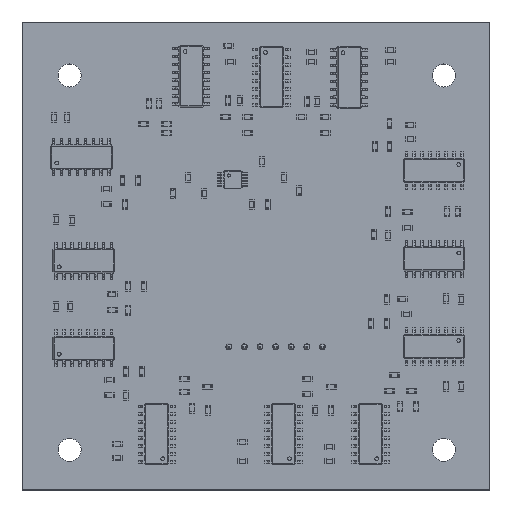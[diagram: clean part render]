
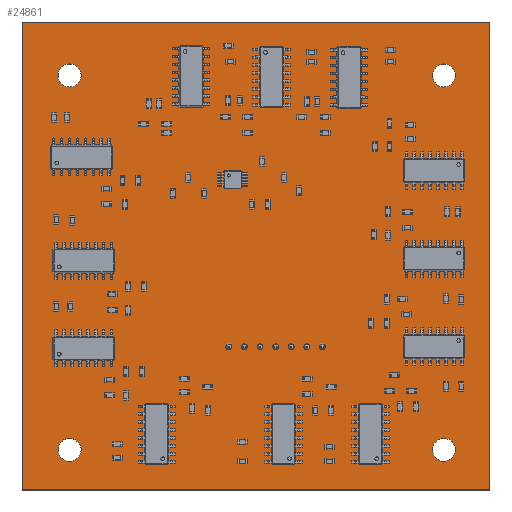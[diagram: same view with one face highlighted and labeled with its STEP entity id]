
A CAD part, top view. The second image highlights one B-rep face of the part: STEP entity #24861.
In plain terms, the highlighted planar face has unit normal (0, 0, 1).
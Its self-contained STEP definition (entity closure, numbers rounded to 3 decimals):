
#24628 = VERTEX_POINT('',#24629);
#24629 = CARTESIAN_POINT('',(283.28,-158.82,1.6));
#24635 = EDGE_CURVE('',#24628,#24636,#24638,.T.);
#24636 = VERTEX_POINT('',#24637);
#24637 = CARTESIAN_POINT('',(208.28,-158.82,1.6));
#24638 = LINE('',#24639,#24640);
#24639 = CARTESIAN_POINT('',(283.28,-158.82,1.6));
#24640 = VECTOR('',#24641,1.);
#24641 = DIRECTION('',(-1.,0.,0.));
#24668 = VERTEX_POINT('',#24669);
#24669 = CARTESIAN_POINT('',(283.28,-83.82,1.6));
#24675 = EDGE_CURVE('',#24668,#24628,#24676,.T.);
#24676 = LINE('',#24677,#24678);
#24677 = CARTESIAN_POINT('',(283.28,-83.82,1.6));
#24678 = VECTOR('',#24679,1.);
#24679 = DIRECTION('',(0.,-1.,0.));
#24697 = EDGE_CURVE('',#24636,#24698,#24700,.T.);
#24698 = VERTEX_POINT('',#24699);
#24699 = CARTESIAN_POINT('',(208.28,-83.82,1.6));
#24700 = LINE('',#24701,#24702);
#24701 = CARTESIAN_POINT('',(208.28,-158.82,1.6));
#24702 = VECTOR('',#24703,1.);
#24703 = DIRECTION('',(0.,1.,0.));
#24861 = ADVANCED_FACE('',(#24862,#24873,#24884,#24895,#24906,#24917,
    #24928,#24939,#24950,#24961,#24972,#24983),#24994,.F.);
#24862 = FACE_BOUND('',#24863,.F.);
#24863 = EDGE_LOOP('',(#24864,#24865,#24866,#24872));
#24864 = ORIENTED_EDGE('',*,*,#24635,.T.);
#24865 = ORIENTED_EDGE('',*,*,#24697,.T.);
#24866 = ORIENTED_EDGE('',*,*,#24867,.T.);
#24867 = EDGE_CURVE('',#24698,#24668,#24868,.T.);
#24868 = LINE('',#24869,#24870);
#24869 = CARTESIAN_POINT('',(208.28,-83.82,1.6));
#24870 = VECTOR('',#24871,1.);
#24871 = DIRECTION('',(1.,0.,0.));
#24872 = ORIENTED_EDGE('',*,*,#24675,.T.);
#24873 = FACE_BOUND('',#24874,.F.);
#24874 = EDGE_LOOP('',(#24875));
#24875 = ORIENTED_EDGE('',*,*,#24876,.F.);
#24876 = EDGE_CURVE('',#24877,#24877,#24879,.T.);
#24877 = VERTEX_POINT('',#24878);
#24878 = CARTESIAN_POINT('',(275.9,-154.25,1.6));
#24879 = CIRCLE('',#24880,1.85);
#24880 = AXIS2_PLACEMENT_3D('',#24881,#24882,#24883);
#24881 = CARTESIAN_POINT('',(275.9,-152.4,1.6));
#24882 = DIRECTION('',(-0.,0.,-1.));
#24883 = DIRECTION('',(-0.,-1.,0.));
#24884 = FACE_BOUND('',#24885,.F.);
#24885 = EDGE_LOOP('',(#24886));
#24886 = ORIENTED_EDGE('',*,*,#24887,.F.);
#24887 = EDGE_CURVE('',#24888,#24888,#24890,.T.);
#24888 = VERTEX_POINT('',#24889);
#24889 = CARTESIAN_POINT('',(256.42,-136.365,1.6));
#24890 = CIRCLE('',#24891,0.475);
#24891 = AXIS2_PLACEMENT_3D('',#24892,#24893,#24894);
#24892 = CARTESIAN_POINT('',(256.42,-135.89,1.6));
#24893 = DIRECTION('',(-0.,0.,-1.));
#24894 = DIRECTION('',(0.,-1.,-0.));
#24895 = FACE_BOUND('',#24896,.F.);
#24896 = EDGE_LOOP('',(#24897));
#24897 = ORIENTED_EDGE('',*,*,#24898,.F.);
#24898 = EDGE_CURVE('',#24899,#24899,#24901,.T.);
#24899 = VERTEX_POINT('',#24900);
#24900 = CARTESIAN_POINT('',(253.92,-136.365,1.6));
#24901 = CIRCLE('',#24902,0.475);
#24902 = AXIS2_PLACEMENT_3D('',#24903,#24904,#24905);
#24903 = CARTESIAN_POINT('',(253.92,-135.89,1.6));
#24904 = DIRECTION('',(-0.,0.,-1.));
#24905 = DIRECTION('',(0.,-1.,0.));
#24906 = FACE_BOUND('',#24907,.F.);
#24907 = EDGE_LOOP('',(#24908));
#24908 = ORIENTED_EDGE('',*,*,#24909,.F.);
#24909 = EDGE_CURVE('',#24910,#24910,#24912,.T.);
#24910 = VERTEX_POINT('',#24911);
#24911 = CARTESIAN_POINT('',(251.42,-136.365,1.6));
#24912 = CIRCLE('',#24913,0.475);
#24913 = AXIS2_PLACEMENT_3D('',#24914,#24915,#24916);
#24914 = CARTESIAN_POINT('',(251.42,-135.89,1.6));
#24915 = DIRECTION('',(-0.,0.,-1.));
#24916 = DIRECTION('',(0.,-1.,0.));
#24917 = FACE_BOUND('',#24918,.F.);
#24918 = EDGE_LOOP('',(#24919));
#24919 = ORIENTED_EDGE('',*,*,#24920,.F.);
#24920 = EDGE_CURVE('',#24921,#24921,#24923,.T.);
#24921 = VERTEX_POINT('',#24922);
#24922 = CARTESIAN_POINT('',(248.92,-136.365,1.6));
#24923 = CIRCLE('',#24924,0.475);
#24924 = AXIS2_PLACEMENT_3D('',#24925,#24926,#24927);
#24925 = CARTESIAN_POINT('',(248.92,-135.89,1.6));
#24926 = DIRECTION('',(-0.,0.,-1.));
#24927 = DIRECTION('',(0.,-1.,0.));
#24928 = FACE_BOUND('',#24929,.F.);
#24929 = EDGE_LOOP('',(#24930));
#24930 = ORIENTED_EDGE('',*,*,#24931,.F.);
#24931 = EDGE_CURVE('',#24932,#24932,#24934,.T.);
#24932 = VERTEX_POINT('',#24933);
#24933 = CARTESIAN_POINT('',(246.42,-136.365,1.6));
#24934 = CIRCLE('',#24935,0.475);
#24935 = AXIS2_PLACEMENT_3D('',#24936,#24937,#24938);
#24936 = CARTESIAN_POINT('',(246.42,-135.89,1.6));
#24937 = DIRECTION('',(-0.,0.,-1.));
#24938 = DIRECTION('',(0.,-1.,0.));
#24939 = FACE_BOUND('',#24940,.F.);
#24940 = EDGE_LOOP('',(#24941));
#24941 = ORIENTED_EDGE('',*,*,#24942,.F.);
#24942 = EDGE_CURVE('',#24943,#24943,#24945,.T.);
#24943 = VERTEX_POINT('',#24944);
#24944 = CARTESIAN_POINT('',(215.9,-154.25,1.6));
#24945 = CIRCLE('',#24946,1.85);
#24946 = AXIS2_PLACEMENT_3D('',#24947,#24948,#24949);
#24947 = CARTESIAN_POINT('',(215.9,-152.4,1.6));
#24948 = DIRECTION('',(-0.,0.,-1.));
#24949 = DIRECTION('',(-0.,-1.,0.));
#24950 = FACE_BOUND('',#24951,.F.);
#24951 = EDGE_LOOP('',(#24952));
#24952 = ORIENTED_EDGE('',*,*,#24953,.F.);
#24953 = EDGE_CURVE('',#24954,#24954,#24956,.T.);
#24954 = VERTEX_POINT('',#24955);
#24955 = CARTESIAN_POINT('',(243.92,-136.365,1.6));
#24956 = CIRCLE('',#24957,0.475);
#24957 = AXIS2_PLACEMENT_3D('',#24958,#24959,#24960);
#24958 = CARTESIAN_POINT('',(243.92,-135.89,1.6));
#24959 = DIRECTION('',(-0.,0.,-1.));
#24960 = DIRECTION('',(0.,-1.,0.));
#24961 = FACE_BOUND('',#24962,.F.);
#24962 = EDGE_LOOP('',(#24963));
#24963 = ORIENTED_EDGE('',*,*,#24964,.F.);
#24964 = EDGE_CURVE('',#24965,#24965,#24967,.T.);
#24965 = VERTEX_POINT('',#24966);
#24966 = CARTESIAN_POINT('',(241.42,-136.365,1.6));
#24967 = CIRCLE('',#24968,0.475);
#24968 = AXIS2_PLACEMENT_3D('',#24969,#24970,#24971);
#24969 = CARTESIAN_POINT('',(241.42,-135.89,1.6));
#24970 = DIRECTION('',(-0.,0.,-1.));
#24971 = DIRECTION('',(0.,-1.,0.));
#24972 = FACE_BOUND('',#24973,.F.);
#24973 = EDGE_LOOP('',(#24974));
#24974 = ORIENTED_EDGE('',*,*,#24975,.F.);
#24975 = EDGE_CURVE('',#24976,#24976,#24978,.T.);
#24976 = VERTEX_POINT('',#24977);
#24977 = CARTESIAN_POINT('',(275.9,-94.25,1.6));
#24978 = CIRCLE('',#24979,1.85);
#24979 = AXIS2_PLACEMENT_3D('',#24980,#24981,#24982);
#24980 = CARTESIAN_POINT('',(275.9,-92.4,1.6));
#24981 = DIRECTION('',(-0.,0.,-1.));
#24982 = DIRECTION('',(-0.,-1.,0.));
#24983 = FACE_BOUND('',#24984,.F.);
#24984 = EDGE_LOOP('',(#24985));
#24985 = ORIENTED_EDGE('',*,*,#24986,.F.);
#24986 = EDGE_CURVE('',#24987,#24987,#24989,.T.);
#24987 = VERTEX_POINT('',#24988);
#24988 = CARTESIAN_POINT('',(215.9,-94.25,1.6));
#24989 = CIRCLE('',#24990,1.85);
#24990 = AXIS2_PLACEMENT_3D('',#24991,#24992,#24993);
#24991 = CARTESIAN_POINT('',(215.9,-92.4,1.6));
#24992 = DIRECTION('',(-0.,0.,-1.));
#24993 = DIRECTION('',(-0.,-1.,0.));
#24994 = PLANE('',#24995);
#24995 = AXIS2_PLACEMENT_3D('',#24996,#24997,#24998);
#24996 = CARTESIAN_POINT('',(245.78,-121.32,1.6));
#24997 = DIRECTION('',(-0.,-0.,-1.));
#24998 = DIRECTION('',(-1.,0.,0.));
